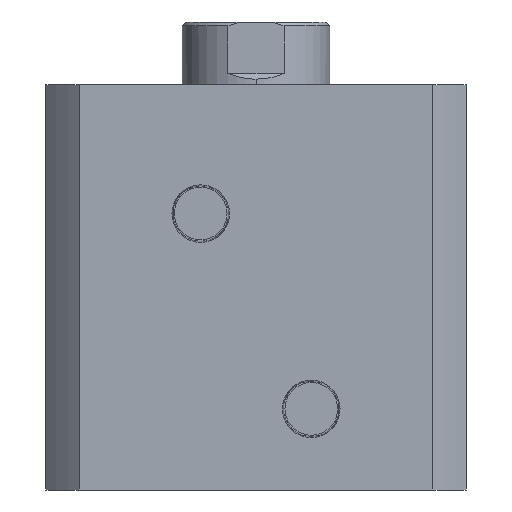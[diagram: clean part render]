
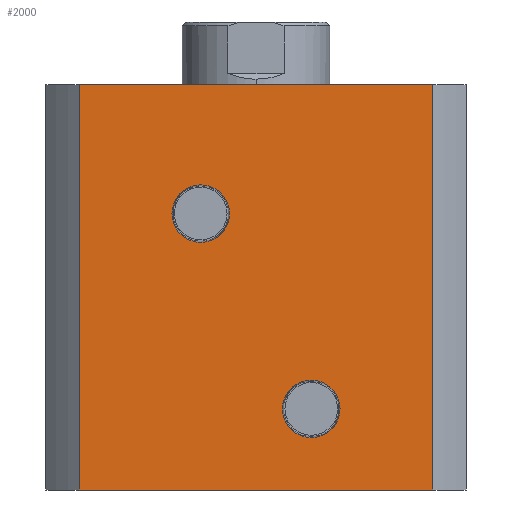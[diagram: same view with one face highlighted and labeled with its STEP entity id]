
A CAD part, left-side view. The second image highlights one B-rep face of the part: STEP entity #2000.
In plain terms, the highlighted planar face has unit normal (-1, 0, 0).
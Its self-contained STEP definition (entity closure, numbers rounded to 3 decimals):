
#219 = EDGE_LOOP ( 'NONE', ( #842, #843, #844, #845 ) ) ;
#220 = EDGE_LOOP ( 'NONE', ( #837, #838 ) ) ;
#225 = EDGE_LOOP ( 'NONE', ( #840, #841 ) ) ;
#282 = FACE_BOUND ( 'NONE', #220, .T. ) ;
#283 = FACE_OUTER_BOUND ( 'NONE', #219, .T. ) ;
#285 = FACE_BOUND ( 'NONE', #225, .T. ) ;
#362 = CIRCLE ( 'NONE', #2469, 7.797 ) ;
#374 = CIRCLE ( 'NONE', #2473, 7.797 ) ;
#569 = LINE ( 'NONE', #1423, #571 ) ;
#570 = LINE ( 'NONE', #1438, #580 ) ;
#571 = VECTOR ( 'NONE', #1417, 1000. ) ;
#572 = CIRCLE ( 'NONE', #2509, 7.797 ) ;
#573 = CIRCLE ( 'NONE', #2510, 7.797 ) ;
#574 = LINE ( 'NONE', #1432, #576 ) ;
#575 = LINE ( 'NONE', #1442, #578 ) ;
#576 = VECTOR ( 'NONE', #1433, 1000. ) ;
#578 = VECTOR ( 'NONE', #1444, 1000. ) ;
#580 = VECTOR ( 'NONE', #1445, 1000. ) ;
#837 = ORIENTED_EDGE ( 'NONE', *, *, #2211, .F. ) ;
#838 = ORIENTED_EDGE ( 'NONE', *, *, #2095, .F. ) ;
#840 = ORIENTED_EDGE ( 'NONE', *, *, #2212, .F. ) ;
#841 = ORIENTED_EDGE ( 'NONE', *, *, #2087, .F. ) ;
#842 = ORIENTED_EDGE ( 'NONE', *, *, #2213, .T. ) ;
#843 = ORIENTED_EDGE ( 'NONE', *, *, #2214, .F. ) ;
#844 = ORIENTED_EDGE ( 'NONE', *, *, #2215, .F. ) ;
#845 = ORIENTED_EDGE ( 'NONE', *, *, #2209, .T. ) ;
#1109 = CARTESIAN_POINT ( 'NONE',  ( -57., 47.971, 0. ) ) ;
#1147 = CARTESIAN_POINT ( 'NONE',  ( -57., 15., 75. ) ) ;
#1148 = DIRECTION ( 'NONE',  ( -1., 0., 0. ) ) ;
#1149 = DIRECTION ( 'NONE',  ( 0., 0., 1. ) ) ;
#1167 = CARTESIAN_POINT ( 'NONE',  ( -57., -15., 22. ) ) ;
#1168 = DIRECTION ( 'NONE',  ( -1., 0., 0. ) ) ;
#1169 = DIRECTION ( 'NONE',  ( 0., 0., 1. ) ) ;
#1417 = DIRECTION ( 'NONE',  ( 0., 0., -1. ) ) ;
#1423 = CARTESIAN_POINT ( 'NONE',  ( -57., 47.971, 110. ) ) ;
#1432 = CARTESIAN_POINT ( 'NONE',  ( -57., 0., 0. ) ) ;
#1433 = DIRECTION ( 'NONE',  ( 0., -1., 0. ) ) ;
#1434 = CARTESIAN_POINT ( 'NONE',  ( -57., -15., 22. ) ) ;
#1435 = DIRECTION ( 'NONE',  ( -1., 0., 0. ) ) ;
#1436 = DIRECTION ( 'NONE',  ( 0., 0., 1. ) ) ;
#1438 = CARTESIAN_POINT ( 'NONE',  ( -57., 0., 110. ) ) ;
#1439 = CARTESIAN_POINT ( 'NONE',  ( -57., 15., 75. ) ) ;
#1440 = DIRECTION ( 'NONE',  ( -1., 0., 0. ) ) ;
#1441 = DIRECTION ( 'NONE',  ( 0., 0., 1. ) ) ;
#1442 = CARTESIAN_POINT ( 'NONE',  ( -57., -47.971, 110. ) ) ;
#1444 = DIRECTION ( 'NONE',  ( 0., 0., -1. ) ) ;
#1445 = DIRECTION ( 'NONE',  ( 0., -1., 0. ) ) ;
#2000 = ADVANCED_FACE ( 'NONE', ( #282, #285, #283 ), #3469, .F. ) ;
#2040 = VERTEX_POINT ( 'NONE', #3517 ) ;
#2045 = VERTEX_POINT ( 'NONE', #3497 ) ;
#2073 = VERTEX_POINT ( 'NONE', #1109 ) ;
#2087 = EDGE_CURVE ( 'NONE', #2040, #3568, #362, .T. ) ;
#2095 = EDGE_CURVE ( 'NONE', #3571, #3182, #374, .T. ) ;
#2209 = EDGE_CURVE ( 'NONE', #2045, #2073, #569, .T. ) ;
#2211 = EDGE_CURVE ( 'NONE', #3182, #3571, #572, .T. ) ;
#2212 = EDGE_CURVE ( 'NONE', #3568, #2040, #573, .T. ) ;
#2213 = EDGE_CURVE ( 'NONE', #2073, #3205, #574, .T. ) ;
#2214 = EDGE_CURVE ( 'NONE', #3546, #3205, #575, .T. ) ;
#2215 = EDGE_CURVE ( 'NONE', #2045, #3546, #570, .T. ) ;
#2426 = AXIS2_PLACEMENT_3D ( 'NONE', #3471, #3463, #3457 ) ;
#2469 = AXIS2_PLACEMENT_3D ( 'NONE', #1147, #1148, #1149 ) ;
#2473 = AXIS2_PLACEMENT_3D ( 'NONE', #1167, #1168, #1169 ) ;
#2509 = AXIS2_PLACEMENT_3D ( 'NONE', #1434, #1435, #1436 ) ;
#2510 = AXIS2_PLACEMENT_3D ( 'NONE', #1439, #1440, #1441 ) ;
#2866 = CARTESIAN_POINT ( 'NONE',  ( -57., -15., 29.797 ) ) ;
#2901 = CARTESIAN_POINT ( 'NONE',  ( -57., -47.971, 0. ) ) ;
#2930 = CARTESIAN_POINT ( 'NONE',  ( -57., -47.971, 110. ) ) ;
#2949 = CARTESIAN_POINT ( 'NONE',  ( -57., 15., 82.797 ) ) ;
#2952 = CARTESIAN_POINT ( 'NONE',  ( -57., -15., 14.203 ) ) ;
#3182 = VERTEX_POINT ( 'NONE', #2866 ) ;
#3205 = VERTEX_POINT ( 'NONE', #2901 ) ;
#3457 = DIRECTION ( 'NONE',  ( 0., 1., 0. ) ) ;
#3463 = DIRECTION ( 'NONE',  ( 1., 0., 0. ) ) ;
#3469 = PLANE ( 'NONE',  #2426 ) ;
#3471 = CARTESIAN_POINT ( 'NONE',  ( -57., 0., 110. ) ) ;
#3497 = CARTESIAN_POINT ( 'NONE',  ( -57., 47.971, 110. ) ) ;
#3517 = CARTESIAN_POINT ( 'NONE',  ( -57., 15., 67.203 ) ) ;
#3546 = VERTEX_POINT ( 'NONE', #2930 ) ;
#3568 = VERTEX_POINT ( 'NONE', #2949 ) ;
#3571 = VERTEX_POINT ( 'NONE', #2952 ) ;
